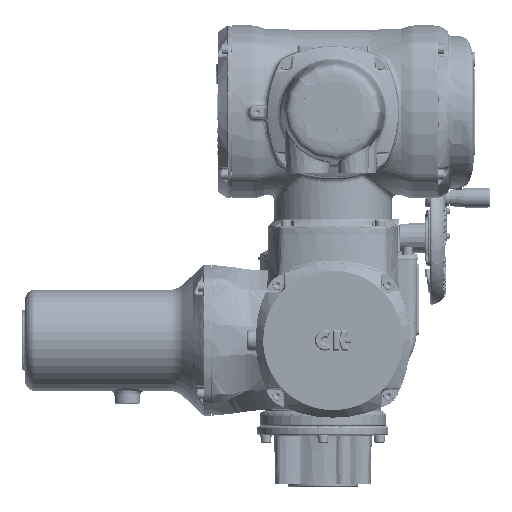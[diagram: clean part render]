
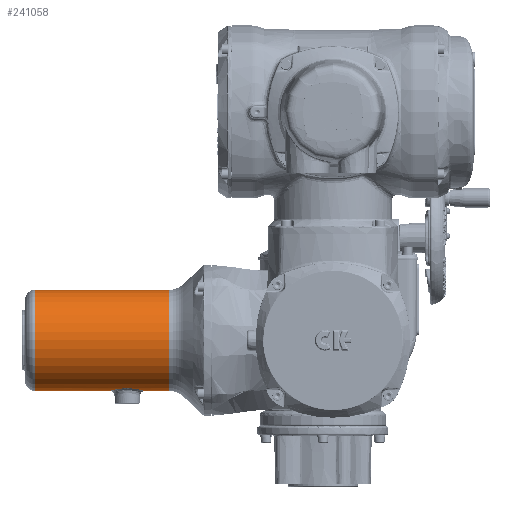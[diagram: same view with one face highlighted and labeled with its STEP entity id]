
A CAD part, left-side view. The second image highlights one B-rep face of the part: STEP entity #241058.
In plain terms, the highlighted cylindrical face has radius 50 mm (diameter 100 mm), a full revolution.
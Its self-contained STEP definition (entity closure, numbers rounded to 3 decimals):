
#14600=B_SPLINE_CURVE_WITH_KNOTS('',3,(#471220,#471221,#471222,#471223,
#471224,#471225,#471226,#471227,#471228,#471229,#471230,#471231,#471232,
#471233,#471234,#471235,#471236,#471237,#471238,#471239,#471240,#471241,
#471242,#471243,#471244,#471245,#471246,#471247,#471248,#471249,#471250,
#471251,#471252,#471253,#471254,#471255,#471256),.UNSPECIFIED.,.T.,.F.,
(1,1,1,1,1,1,1,1,1,1,1,1,1,1,1,1,1,1,1,1,1,1,1,1,1,1,1,1,1,1,1,1,1,1,1,
1,1,1,1,1,1),(-0.095,-0.064,-0.033,
0.,0.03,0.061,0.092,0.123,0.155,
0.17,0.186,0.217,0.248,
0.28,0.311,0.342,0.373,
0.405,0.436,0.467,0.498,
0.53,0.561,0.592,0.623,
0.655,0.686,0.717,0.748,
0.78,0.811,0.826,0.842,
0.873,0.905,0.936,0.967,
1.,1.03,1.061,1.092),.UNSPECIFIED.);
#86684=ORIENTED_EDGE('',*,*,#111785,.T.);
#86685=ORIENTED_EDGE('',*,*,#111786,.T.);
#86686=ORIENTED_EDGE('',*,*,#111784,.T.);
#111784=EDGE_CURVE('',#127082,#127082,#131547,.T.);
#111785=EDGE_CURVE('',#127083,#127083,#131548,.T.);
#111786=EDGE_CURVE('',#127084,#127084,#14600,.T.);
#127082=VERTEX_POINT('',#471216);
#127083=VERTEX_POINT('',#471219);
#127084=VERTEX_POINT('',#471257);
#131547=CIRCLE('',#254106,50.);
#131548=CIRCLE('',#254108,50.);
#142866=EDGE_LOOP('',(#86684));
#142867=EDGE_LOOP('',(#86685));
#142868=EDGE_LOOP('',(#86686));
#154415=FACE_BOUND('',#142866,.T.);
#154416=FACE_BOUND('',#142867,.T.);
#154417=FACE_BOUND('',#142868,.T.);
#157338=CYLINDRICAL_SURFACE('',#254107,50.);
#241058=ADVANCED_FACE('',(#154415,#154416,#154417),#157338,.T.);
#254106=AXIS2_PLACEMENT_3D('',#471215,#290094,#290095);
#254107=AXIS2_PLACEMENT_3D('',#471217,#290096,#290097);
#254108=AXIS2_PLACEMENT_3D('',#471218,#290098,#290099);
#290094=DIRECTION('',(0.,1.,0.));
#290095=DIRECTION('',(-1.,0.,0.));
#290096=DIRECTION('',(0.,1.,0.));
#290097=DIRECTION('',(-1.,0.,0.));
#290098=DIRECTION('',(0.,-1.,0.));
#290099=DIRECTION('',(1.,0.,0.));
#471215=CARTESIAN_POINT('',(93.793,161.675,-225.777));
#471216=CARTESIAN_POINT('',(43.793,161.675,-225.777));
#471217=CARTESIAN_POINT('',(93.793,73.9,-225.777));
#471218=CARTESIAN_POINT('',(93.793,294.4,-225.777));
#471219=CARTESIAN_POINT('',(143.793,294.4,-225.777));
#471220=CARTESIAN_POINT('',(78.095,206.832,-273.25));
#471221=CARTESIAN_POINT('',(77.788,203.511,-273.146));
#471222=CARTESIAN_POINT('',(78.062,200.205,-273.239));
#471223=CARTESIAN_POINT('',(78.865,197.054,-273.501));
#471224=CARTESIAN_POINT('',(80.217,194.071,-273.909));
#471225=CARTESIAN_POINT('',(82.109,191.364,-274.409));
#471226=CARTESIAN_POINT('',(84.045,189.484,-274.832));
#471227=CARTESIAN_POINT('',(85.85,188.204,-275.149));
#471228=CARTESIAN_POINT('',(87.737,187.144,-275.426));
#471229=CARTESIAN_POINT('',(90.328,186.195,-275.692));
#471230=CARTESIAN_POINT('',(93.606,185.774,-275.814));
#471231=CARTESIAN_POINT('',(96.927,186.116,-275.714));
#471232=CARTESIAN_POINT('',(100.041,187.175,-275.416));
#471233=CARTESIAN_POINT('',(102.865,188.882,-274.972));
#471234=CARTESIAN_POINT('',(105.269,191.122,-274.459));
#471235=CARTESIAN_POINT('',(107.188,193.758,-273.96));
#471236=CARTESIAN_POINT('',(108.611,196.746,-273.536));
#471237=CARTESIAN_POINT('',(109.479,199.91,-273.254));
#471238=CARTESIAN_POINT('',(109.797,203.224,-273.147));
#471239=CARTESIAN_POINT('',(109.542,206.528,-273.233));
#471240=CARTESIAN_POINT('',(108.729,209.728,-273.499));
#471241=CARTESIAN_POINT('',(107.37,212.723,-273.908));
#471242=CARTESIAN_POINT('',(105.497,215.417,-274.404));
#471243=CARTESIAN_POINT('',(103.146,217.698,-274.918));
#471244=CARTESIAN_POINT('',(100.374,219.465,-275.372));
#471245=CARTESIAN_POINT('',(97.274,220.604,-275.691));
#471246=CARTESIAN_POINT('',(93.97,221.024,-275.813));
#471247=CARTESIAN_POINT('',(90.69,220.692,-275.716));
#471248=CARTESIAN_POINT('',(88.054,219.795,-275.464));
#471249=CARTESIAN_POINT('',(86.145,218.78,-275.195));
#471250=CARTESIAN_POINT('',(84.319,217.543,-274.886));
#471251=CARTESIAN_POINT('',(82.331,215.695,-274.462));
#471252=CARTESIAN_POINT('',(80.391,213.026,-273.958));
#471253=CARTESIAN_POINT('',(78.983,210.075,-273.538));
#471254=CARTESIAN_POINT('',(78.095,206.832,-273.25));
#471255=CARTESIAN_POINT('',(77.788,203.511,-273.146));
#471256=CARTESIAN_POINT('',(78.062,200.205,-273.239));
#471257=CARTESIAN_POINT('',(77.884,203.4,-273.179));
